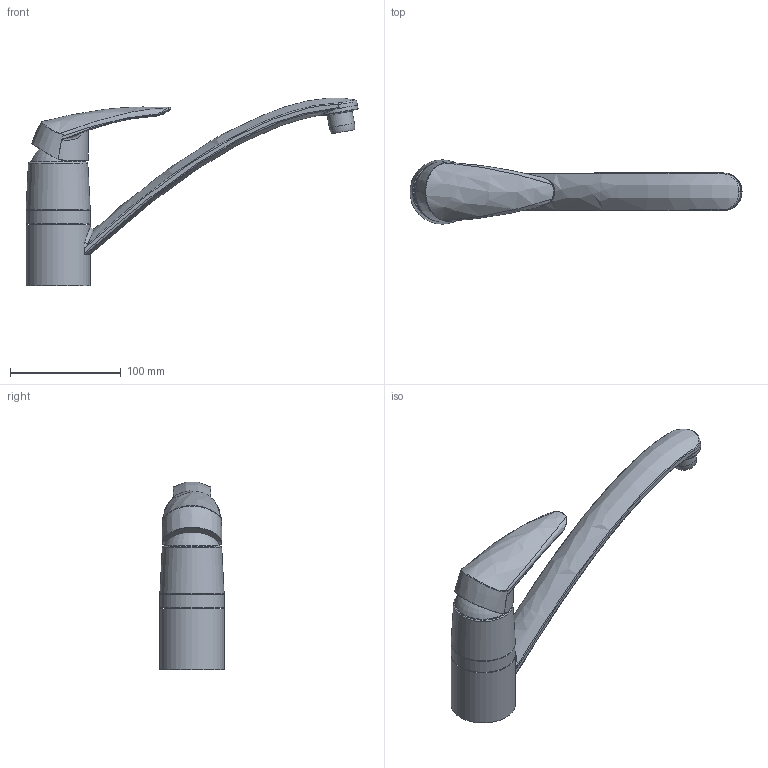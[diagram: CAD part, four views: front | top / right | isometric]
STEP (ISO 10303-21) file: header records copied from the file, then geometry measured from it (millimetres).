
FILE_DESCRIPTION(/* description */ ('Unknown'),/* implementation_level */ '2;1');
FILE_NAME(/* name */ '33770001_detailliert',/* time_stamp */ '2022-09-08T18:09:54+02:00',/* author */ ('Unknown'),/* organization */ ('GROHE AG'),/* preprocessor_version */ 'ST-DEVELOPER v16.7',/* originating_system */ 'DEX',/* authorisation */ $);
FILE_SCHEMA (('AUTOMOTIVE_DESIGN {1 0 10303 214 3 1 1}'));
Length unit declared in the file: millimetre
Products named in the file (3): 33770001_detailliert; id11; A_4282252_eurodisc_basin mixer_lever head
Assembly tree (2 placements, depth 2):
  33770001_detailliert
    id11
    A_4282252_eurodisc_basin mixer_lever head
Bounding box: 299.7 x 58 x 169.41 mm (x, y, z)
Surface area: 76862.2 mm2 (no closed solid volume)
Topology: 0 solids, 12 shells, 104 faces, 275 edges, 175 vertices
Faces by surface type: bspline 54, plane 19, cylinder 17, cone 8, torus 6
Full cylindrical faces by diameter (mm): 9 x1, 23 x1, 32.4 x1, 32.8 x1, 44.6 x1, 50 x1, 52 x1, 58 x2
Entity records: 5972 total; most frequent: CARTESIAN_POINT 3589, ORIENTED_EDGE 404, DIRECTION 284, EDGE_CURVE 247, VERTEX_POINT 170, B_SPLINE_CURVE_WITH_KNOTS 154, FACE_BOUND 144, EDGE_LOOP 142
